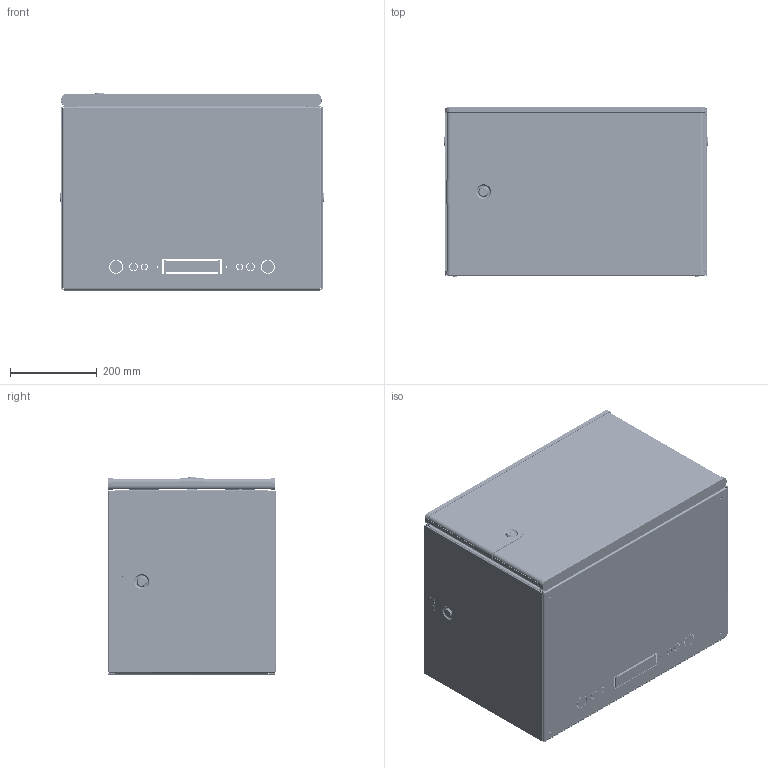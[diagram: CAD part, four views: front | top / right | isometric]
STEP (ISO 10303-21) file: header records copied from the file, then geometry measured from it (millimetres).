
FILE_DESCRIPTION (( 'STEP AP214' ), '1' );
FILE_NAME ('UBW05-06U64-P.STEP', '2025-08-20T09:46:47', ( '' ), ( '' ), 'SwSTEP 2.0', 'SolidWorks 2022', '' );
FILE_SCHEMA (( 'AUTOMOTIVE_DESIGN' ));
Length unit declared in the file: millimetre
Products named in the file (59): АГИЕ 3224.04.00.000СБ_-00 6Uх450; ШАЙБА СТОПОРНАЯ М4 С НАРУЖНЫМИ ЗУБЬЯМИ DIN 6798A; АГИЕ 3224.01.01.001_-00 Передняя; АГИЕ 3224.01.01.002_-01 6U Задняя; АГИЕ 3224.06.03.100_-01 правая 6U; АГИЕ 3224.04.00.002_-00 Лев.; Гайка фланцевая DIN 6923_М 5; АГИЕ 3224.06.05.100_-00; Заклёпка резьбовая умен бортик_M5; АГИЕ 3224.01.01.002_-00 6U Передняя; АГИЕ 3224.04.00.002_-01 Прав.; АГИЕ 3224.06.02.000СБ; Винт резьбовыдавливающий М4x8_-00; АГИЕ 3224.06.03.000СБ_-00 левая 6U; АГИЕ 3224.06.00.000СБ_-00 6U; Винт DIN 965 потайной_М 5 х 16; АГИЕ 3224.06.05.000СБ_-00; Шайба пружинная ГОСТ 6402-70_Плоское состояние (Шайба 6 65Г 019); Шпилька для конденсаторной сварки_М6х12; АГИЕ 3224.01.01.000СБ_-00 6U Передняя; АГИЕ 3224.06.01.000СБ_-00 6U; АГИЕ 3224.03.00.001_-01 Крыша 600х450; АГИЕ 3224.03.00.000СБ_-00 Дно 600х450; АГИЕ 3224.06.03.000СБ_-01 правая 6U; АГИЕ 3224.06.00.200; Копия Замок YEEKA 1403-20-30 с ригелем^АГИЕ 3224.06.00.000СБ_С ригелем YEEKA 9100-4901-6314; Винт DIN 965 с потайной головкой_M5x16; Ручка-фиксатор YEEKA 1259-01-20_Закрытый; АГИЕ 3224.06.01.200_-00 левый 6U; ITK Винт М6х15мм оцинкованный; АГИЕ 3224.06.01.300; АГИЕ 3224.03.00.001_-00 Дно 600х450; Заклёпка резьбовая умен бортик_M6; АГИЕ 3224.06.01.400; Замок YEEKA 1403-20-30 с ригелем_без ригеля; АГИЕ 3224.03.00.000СБ_-01 Крыша 600х450; АГИЕ 3224.06.04.100; АГИЕ 3224.01.01.001_-01 Задняя; АГИЕ 3224.02.00.001_-00 6Uх450; UBW05-06U64-P ...
Assembly tree (192 placements, depth 6):
  UBW05-06U64-P
    АГИЕ 3224.01.00.000СБ_-01 6U дверь перф.
      АГИЕ 3224.01.01.000СБ_-00 6U Передняя
        АГИЕ 3224.01.01.001_-00 Передняя  x2
        АГИЕ 3224.01.01.002_-00 6U Передняя  x2
      АГИЕ 3224.06.00.000СБ_-00 6U
        АГИЕ 3224.06.01.000СБ_-00 6U
          АГИЕ 3224.06.01.200_-00 левый 6U
          АГИЕ 3224.06.01.200_-01 правый 6U
          АГИЕ 3224.06.01.300  x2
          АГИЕ 3224.06.01.400  x2
          Контакт заземления однолепестковый Тип F1_DIN EN ISO 13918
          Шпилька для конденсаторной сварки_М6х12  x4
          Полупетля 2405-01  x2
          АГИЕ 3224.06.05.000СБ_-00  x4
            АГИЕ 3224.06.05.100_-00
            Заклёпка резьбовая умен бортик_M5
          Заклёпка резьбовая умен бортик_M5  x4
        АГИЕ 3224.06.02.000СБ
          АГИЕ 3224.06.02.100
          Шпилька для конденсаторной сварки_М6х12  x2
        АГИЕ 3224.06.03.000СБ_-00 левая 6U
          АГИЕ 3224.06.03.100_-00 левая 6U
          Заклёпка резьбовая умен бортик_M5  x3
          Шпилька для конденсаторной сварки_М6х12
        АГИЕ 3224.06.03.000СБ_-01 правая 6U
          АГИЕ 3224.06.03.100_-01 правая 6U
          Заклёпка резьбовая умен бортик_M5  x2
          Шпилька для конденсаторной сварки_М6х12
        АГИЕ 3204.04.00.400-00 Торец двери 600 (цельный)_АГИЕ 3204.02.00.100-00 (600)  x2
        АГИЕ 3224.06.04.000СБ  x2
          АГИЕ 3224.06.04.100
          Шпилька для конденсаторной сварки_М6х12
        АГИЕ 3224.06.00.100_-00 6U
        Копия Замок YEEKA 1403-20-30 с ригелем^АГИЕ 3224.06.00.000СБ_С ригелем YEEKA 9100-4901-6314
          Копия Замок YEEKA 1403-20-30^Копия Замок YEEKA 1403-20-30 с ригелем_АГИЕ 3224.06.00.000СБ
        Гайка фланцевая DIN 6923_М 5  x2
        Винт DIN 965 с потайной головкой_M5x16  x14
        Винт резьбовыдавливающий М4x8_-00  x6
        2405-01 стойка петли  x2
        АГИЕ 3224.06.00.200
        АГИЕ 3224.06.05.000СБ_-00
          АГИЕ 3224.06.05.100_-00
          Заклёпка резьбовая умен бортик_M5
      Гайка фланцевая DIN 6923_М 5  x4
      Шайба пружинная ГОСТ 6402-70_Плоское состояние (Шайба 6 65Г 019)  x4
    АГИЕ 3224.01.01.000СБ_-01 6U Задняя
      АГИЕ 3224.01.01.001_-01 Задняя  x2
      АГИЕ 3224.01.01.002_-01 6U Задняя  x2
      Заклёпка резьбовая умен бортик_M5  x6
    АГИЕ 3224.02.00.000СБ_-00 6Uх450  x2
      АГИЕ 3224.02.00.001_-00 6Uх450
      Заклёпка резьбовая умен бортик_M5
    АГИЕ 3224.03.00.000СБ_-00 Дно 600х450
      АГИЕ 3224.03.00.001_-00 Дно 600х450
      Шпилька для конденсаторной сварки_М6х12  x2
      Заклёпка резьбовая умен бортик_M5  x4
      Заклёпка резьбовая умен бортик_M6  x4
      Контакт заземления однолепестковый Тип F1_DIN EN ISO 13918  x4
    АГИЕ 3224.03.00.000СБ_-01 Крыша 600х450
Bounding box: 608.8 x 389.8 x 454.7 mm (x, y, z)
Volume: 3481636.6 mm3; surface area: 5083595.5 mm2
Topology: 197 solids, 197 shells, 12381 faces, 32426 edges, 20860 vertices
Faces by surface type: plane 7188, cylinder 3697, bspline 832, cone 432, torus 156, sphere 76
Entity records: 203037 total; most frequent: CARTESIAN_POINT 56231, ORIENTED_EDGE 29766, DIRECTION 28144, EDGE_CURVE 14883, VECTOR 10060, LINE 10060, VERTEX_POINT 9563, AXIS2_PLACEMENT_3D 9042
